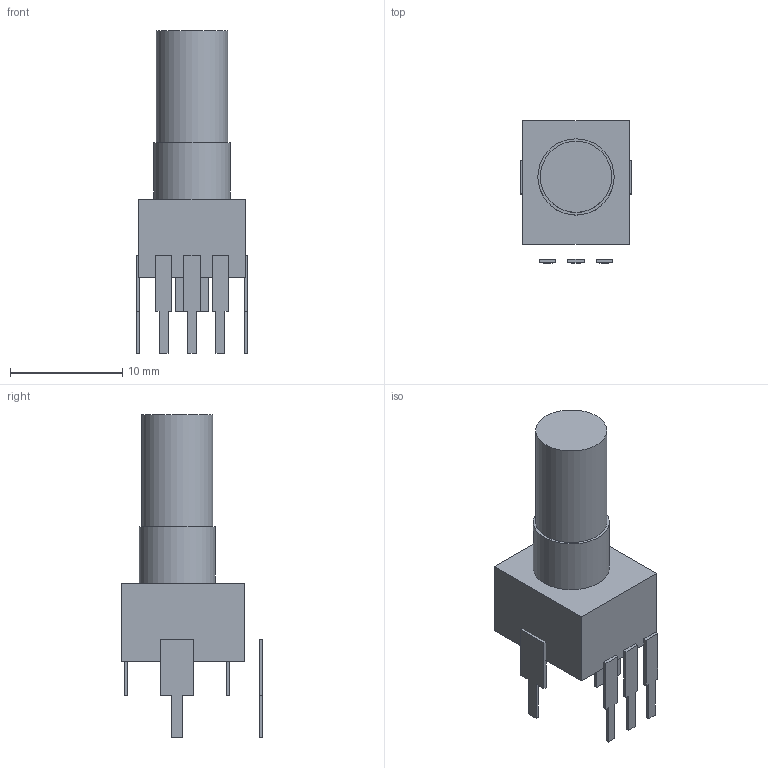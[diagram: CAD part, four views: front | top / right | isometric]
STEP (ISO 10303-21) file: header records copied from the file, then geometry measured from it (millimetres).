
FILE_DESCRIPTION(('FreeCAD Model'),'2;1');
FILE_NAME('Open CASCADE Shape Model','2025-09-23T11:06:11',(''),(''), 'Open CASCADE STEP processor 7.8','FreeCAD','Unknown');
FILE_SCHEMA(('AP242_MANAGED_MODEL_BASED_3D_ENGINEERING_MIM_LF. {1 0 10303 442 1 1 4 }'));
Length unit declared in the file: millimetre
Products named in the file (10): Unnamed; cube; Group; Group001; Group002; Group003; Group004; Group005; cube011; cube012
Assembly tree (9 placements, depth 2):
  Unnamed
    cube
    Group
    Group001
    Group002
    Group003
    Group004
    Group005
    cube011
    cube012
Bounding box: 9.9 x 12.65 x 28.75 mm (x, y, z)
Volume: 1259.5 mm3; surface area: 1115.1 mm2
Topology: 9 solids, 9 shells, 73 faces, 162 edges, 108 vertices
Faces by surface type: plane 71, cylinder 2
Full cylindrical faces by diameter (mm): 6.35 x1, 6.8 x1
Entity records: 2229 total; most frequent: CARTESIAN_POINT 353, DIRECTION 332, ORIENTED_EDGE 324, EDGE_CURVE 162, LINE 158, VECTOR 158, VERTEX_POINT 108, AXIS2_PLACEMENT_3D 87
